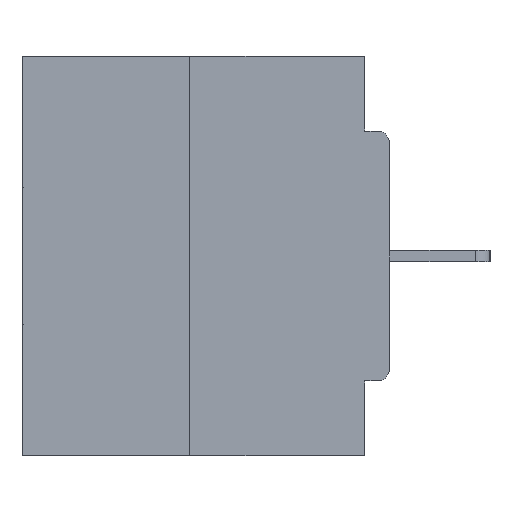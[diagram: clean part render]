
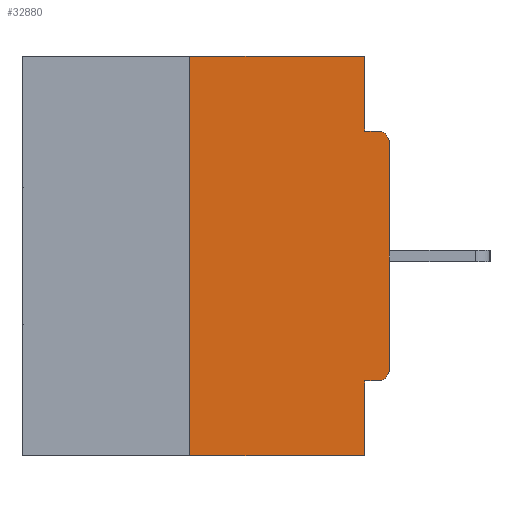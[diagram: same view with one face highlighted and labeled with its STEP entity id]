
A CAD part, left-side view. The second image highlights one B-rep face of the part: STEP entity #32880.
In plain terms, the highlighted planar face has unit normal (-1, 0, 0).
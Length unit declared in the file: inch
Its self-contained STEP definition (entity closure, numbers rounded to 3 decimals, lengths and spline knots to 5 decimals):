
#1347 = ORIENTED_EDGE ( 'NONE', *, *, #11457, .T. ) ;
#1382 = ORIENTED_EDGE ( 'NONE', *, *, #7723, .T. ) ;
#1394 = CARTESIAN_POINT ( 'NONE',  ( 0., 0.031, 0. ) ) ;
#1613 = EDGE_CURVE ( 'NONE', #29963, #29697, #25882, .T. ) ;
#2717 = CARTESIAN_POINT ( 'NONE',  ( 0., 0.031, -0.5 ) ) ;
#2856 = VECTOR ( 'NONE', #28953, 39.37008 ) ;
#3029 = PLANE ( 'NONE',  #18683 ) ;
#3052 = ORIENTED_EDGE ( 'NONE', *, *, #6727, .T. ) ;
#3309 = CARTESIAN_POINT ( 'NONE',  ( 0., 0.015, -0.0935 ) ) ;
#3466 = EDGE_LOOP ( 'NONE', ( #17430, #8499, #1382, #30589, #10557, #3052, #15428, #1347, #5129, #3470 ) ) ;
#3470 = ORIENTED_EDGE ( 'NONE', *, *, #11322, .F. ) ;
#3692 = LINE ( 'NONE', #1394, #10736 ) ;
#4699 = CARTESIAN_POINT ( 'NONE',  ( 0., 0.015, -0.1085 ) ) ;
#5129 = ORIENTED_EDGE ( 'NONE', *, *, #15061, .F. ) ;
#5455 = VECTOR ( 'NONE', #22424, 39.37008 ) ;
#6396 = CARTESIAN_POINT ( 'NONE',  ( 0., 0.031, -0.5 ) ) ;
#6727 = EDGE_CURVE ( 'NONE', #29744, #29831, #15440, .T. ) ;
#6735 = DIRECTION ( 'NONE',  ( 0., 0., 1. ) ) ;
#7357 = AXIS2_PLACEMENT_3D ( 'NONE', #4699, #22769, #7371 ) ;
#7371 = DIRECTION ( 'NONE',  ( 0., 0., -1. ) ) ;
#7723 = EDGE_CURVE ( 'NONE', #10275, #11134, #18955, .T. ) ;
#7925 = DIRECTION ( 'NONE',  ( 0., 0., -1. ) ) ;
#7971 = DIRECTION ( 'NONE',  ( -1., 0., 0. ) ) ;
#8013 = VERTEX_POINT ( 'NONE', #3309 ) ;
#8195 = CARTESIAN_POINT ( 'NONE',  ( 0., 0.015, -0.3915 ) ) ;
#8391 = CARTESIAN_POINT ( 'NONE',  ( 0., 0.46, 0. ) ) ;
#8499 = ORIENTED_EDGE ( 'NONE', *, *, #9019, .F. ) ;
#8747 = CARTESIAN_POINT ( 'NONE',  ( 0., 0., -0.4065 ) ) ;
#9019 = EDGE_CURVE ( 'NONE', #10275, #29963, #14172, .T. ) ;
#10275 = VERTEX_POINT ( 'NONE', #22986 ) ;
#10557 = ORIENTED_EDGE ( 'NONE', *, *, #32942, .F. ) ;
#10736 = VECTOR ( 'NONE', #17120, 39.37008 ) ;
#11032 = DIRECTION ( 'NONE',  ( 0., 0., -1. ) ) ;
#11134 = VERTEX_POINT ( 'NONE', #6396 ) ;
#11322 = EDGE_CURVE ( 'NONE', #29697, #29597, #3692, .T. ) ;
#11457 = EDGE_CURVE ( 'NONE', #13655, #8013, #19540, .T. ) ;
#12566 = LINE ( 'NONE', #22983, #25233 ) ;
#13144 = CARTESIAN_POINT ( 'NONE',  ( 0., 0.015, -0.4065 ) ) ;
#13655 = VERTEX_POINT ( 'NONE', #14213 ) ;
#14172 = LINE ( 'NONE', #30446, #21698 ) ;
#14213 = CARTESIAN_POINT ( 'NONE',  ( 0., 0., -0.1085 ) ) ;
#15061 = EDGE_CURVE ( 'NONE', #29597, #8013, #12566, .T. ) ;
#15428 = ORIENTED_EDGE ( 'NONE', *, *, #26801, .T. ) ;
#15440 = CIRCLE ( 'NONE', #32791, 0.015 ) ;
#15549 = CARTESIAN_POINT ( 'NONE',  ( 0., 0.031, 0. ) ) ;
#15815 = CARTESIAN_POINT ( 'NONE',  ( 0., 0.46, 0. ) ) ;
#17120 = DIRECTION ( 'NONE',  ( 0., 0., -1. ) ) ;
#17170 = CARTESIAN_POINT ( 'NONE',  ( 0., 0.25, 0. ) ) ;
#17430 = ORIENTED_EDGE ( 'NONE', *, *, #1613, .F. ) ;
#18038 = CARTESIAN_POINT ( 'NONE',  ( 0., 0.031, -0.4065 ) ) ;
#18162 = VECTOR ( 'NONE', #24203, 39.37008 ) ;
#18683 = AXIS2_PLACEMENT_3D ( 'NONE', #8391, #26168, #11032 ) ;
#18955 = LINE ( 'NONE', #25541, #18162 ) ;
#19540 = CIRCLE ( 'NONE', #7357, 0.015 ) ;
#21153 = CARTESIAN_POINT ( 'NONE',  ( 0., 0., -0.3915 ) ) ;
#21698 = VECTOR ( 'NONE', #32815, 39.37008 ) ;
#22158 = CARTESIAN_POINT ( 'NONE',  ( 0., 0., 0. ) ) ;
#22262 = VECTOR ( 'NONE', #6735, 39.37008 ) ;
#22424 = DIRECTION ( 'NONE',  ( 0., -1., 0. ) ) ;
#22769 = DIRECTION ( 'NONE',  ( -1., 0., 0. ) ) ;
#22983 = CARTESIAN_POINT ( 'NONE',  ( 0., 0., -0.0935 ) ) ;
#22986 = CARTESIAN_POINT ( 'NONE',  ( 0., 0.25, -0.5 ) ) ;
#23526 = LINE ( 'NONE', #8747, #2856 ) ;
#24203 = DIRECTION ( 'NONE',  ( 0., -1., 0. ) ) ;
#25233 = VECTOR ( 'NONE', #25465, 39.37008 ) ;
#25465 = DIRECTION ( 'NONE',  ( 0., -1., 0. ) ) ;
#25541 = CARTESIAN_POINT ( 'NONE',  ( 0., 0.46, -0.5 ) ) ;
#25882 = LINE ( 'NONE', #15815, #5455 ) ;
#25901 = DIRECTION ( 'NONE',  ( 0., 0., -1. ) ) ;
#26074 = LINE ( 'NONE', #2717, #31849 ) ;
#26168 = DIRECTION ( 'NONE',  ( 1., 0., 0. ) ) ;
#26569 = FACE_OUTER_BOUND ( 'NONE', #3466, .T. ) ;
#26801 = EDGE_CURVE ( 'NONE', #29831, #13655, #28024, .T. ) ;
#27128 = EDGE_CURVE ( 'NONE', #28458, #11134, #26074, .T. ) ;
#28024 = LINE ( 'NONE', #22158, #22262 ) ;
#28458 = VERTEX_POINT ( 'NONE', #18038 ) ;
#28953 = DIRECTION ( 'NONE',  ( 0., 1., 0. ) ) ;
#29597 = VERTEX_POINT ( 'NONE', #32477 ) ;
#29697 = VERTEX_POINT ( 'NONE', #15549 ) ;
#29744 = VERTEX_POINT ( 'NONE', #13144 ) ;
#29831 = VERTEX_POINT ( 'NONE', #21153 ) ;
#29963 = VERTEX_POINT ( 'NONE', #17170 ) ;
#30446 = CARTESIAN_POINT ( 'NONE',  ( 0., 0.25, 0. ) ) ;
#30589 = ORIENTED_EDGE ( 'NONE', *, *, #27128, .F. ) ;
#31849 = VECTOR ( 'NONE', #25901, 39.37008 ) ;
#32477 = CARTESIAN_POINT ( 'NONE',  ( 0., 0.031, -0.0935 ) ) ;
#32791 = AXIS2_PLACEMENT_3D ( 'NONE', #8195, #7971, #7925 ) ;
#32815 = DIRECTION ( 'NONE',  ( 0., 0., 1. ) ) ;
#32880 = ADVANCED_FACE ( 'NONE', ( #26569 ), #3029, .F. ) ;
#32942 = EDGE_CURVE ( 'NONE', #29744, #28458, #23526, .T. ) ;
